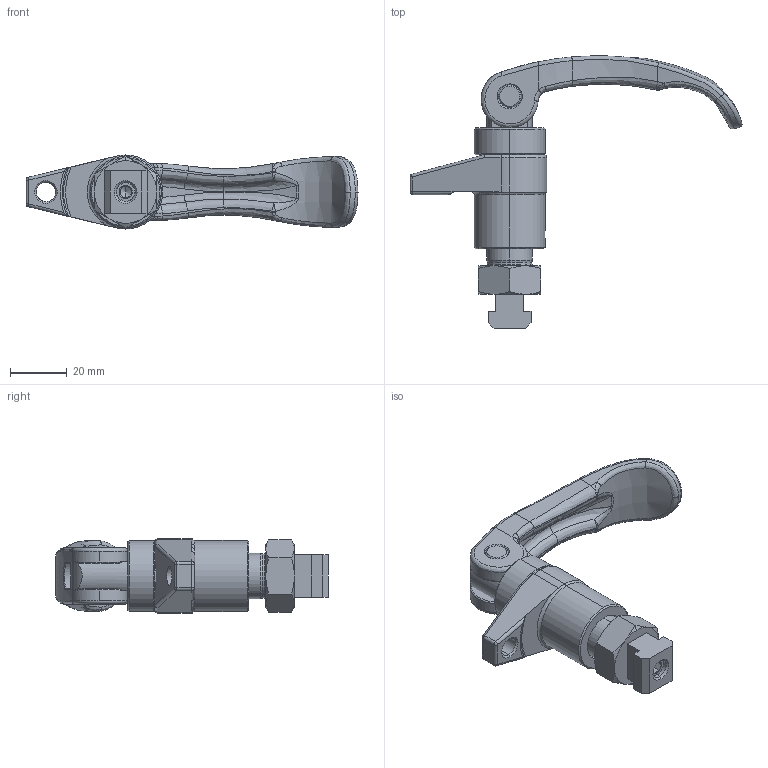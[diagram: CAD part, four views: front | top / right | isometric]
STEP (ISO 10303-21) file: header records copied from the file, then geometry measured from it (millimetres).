
FILE_DESCRIPTION (( 'STEP AP214' ), '1' );
FILE_NAME ('23310.0026_35mm.STEP', '2023-06-13T11:15:31', ( '' ), ( '' ), 'SwSTEP 2.0', 'SolidWorks 2021', '' );
FILE_SCHEMA (( 'AUTOMOTIVE_DESIGN' ));
Length unit declared in the file: millimetre
Products named in the file (1): 23310.0026_35mm
Bounding box: 116.59 x 95.86 x 26 mm (x, y, z)
Volume: 50425.6 mm3; surface area: 15719.6 mm2
Topology: 2 solids, 2 shells, 254 faces, 595 edges, 348 vertices
Faces by surface type: bspline 78, cylinder 64, plane 51, cone 48, torus 9, sphere 4
Entity records: 22328 total; most frequent: CARTESIAN_POINT 14672, ORIENTED_EDGE 1178, DIRECTION 853, EDGE_CURVE 589, VERTEX_POINT 348, AXIS2_PLACEMENT_3D 344, EDGE_LOOP 269, ADVANCED_FACE 254
